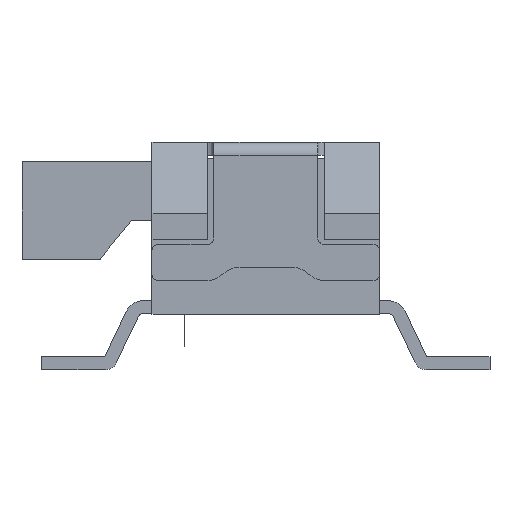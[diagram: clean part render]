
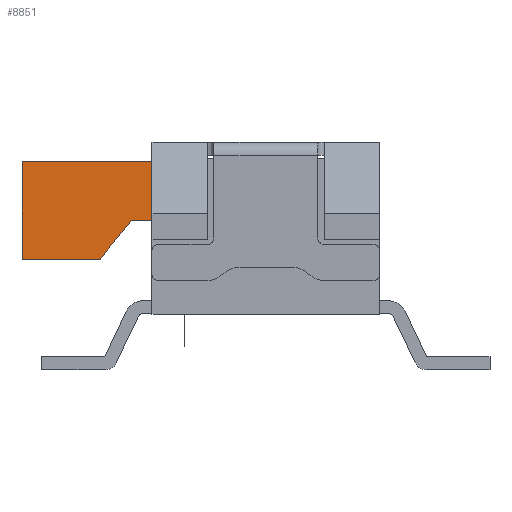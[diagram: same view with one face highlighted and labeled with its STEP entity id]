
A CAD part, front view. The second image highlights one B-rep face of the part: STEP entity #8851.
In plain terms, the highlighted planar face has unit normal (0, -1, 0).
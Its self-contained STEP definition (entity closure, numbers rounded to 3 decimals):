
#53 = ORIENTED_EDGE ( 'NONE', *, *, #9370, .T. ) ;
#349 = EDGE_CURVE ( 'NONE', #6388, #1454, #7671, .T. ) ;
#537 = EDGE_CURVE ( 'NONE', #983, #6388, #3037, .T. ) ;
#816 = DIRECTION ( 'NONE',  ( 0.629, 0., 0.777 ) ) ;
#983 = VERTEX_POINT ( 'NONE', #7578 ) ;
#1454 = VERTEX_POINT ( 'NONE', #1669 ) ;
#1566 = CARTESIAN_POINT ( 'NONE',  ( 3.876, -10.231, 4.81 ) ) ;
#1592 = VERTEX_POINT ( 'NONE', #7150 ) ;
#1660 = ORIENTED_EDGE ( 'NONE', *, *, #8180, .T. ) ;
#1669 = CARTESIAN_POINT ( 'NONE',  ( 2.39, -10.231, 4.81 ) ) ;
#1673 = DIRECTION ( 'NONE',  ( -1., 0., 0. ) ) ;
#1805 = LINE ( 'NONE', #5183, #5820 ) ;
#1890 = VECTOR ( 'NONE', #6718, 1000. ) ;
#2275 = CARTESIAN_POINT ( 'NONE',  ( 3.876, -10.231, 3.91 ) ) ;
#3037 = LINE ( 'NONE', #2275, #9217 ) ;
#3111 = EDGE_CURVE ( 'NONE', #7827, #9055, #1805, .T. ) ;
#3647 = EDGE_LOOP ( 'NONE', ( #1660, #53, #8177, #5417, #4996, #9414, #9794 ) ) ;
#3762 = CARTESIAN_POINT ( 'NONE',  ( 0.39, -10.231, 3.31 ) ) ;
#3991 = CARTESIAN_POINT ( 'NONE',  ( 2.39, -10.231, 4.81 ) ) ;
#4359 = CARTESIAN_POINT ( 'NONE',  ( 0.39, -10.231, 4.81 ) ) ;
#4586 = LINE ( 'NONE', #4693, #8660 ) ;
#4693 = CARTESIAN_POINT ( 'NONE',  ( 2.076, -10.231, 3.91 ) ) ;
#4996 = ORIENTED_EDGE ( 'NONE', *, *, #537, .T. ) ;
#5183 = CARTESIAN_POINT ( 'NONE',  ( 1.59, -10.231, 3.31 ) ) ;
#5304 = DIRECTION ( 'NONE',  ( 0., -1., 0. ) ) ;
#5417 = ORIENTED_EDGE ( 'NONE', *, *, #9054, .T. ) ;
#5451 = AXIS2_PLACEMENT_3D ( 'NONE', #6318, #5304, #7114 ) ;
#5820 = VECTOR ( 'NONE', #816, 1000. ) ;
#5861 = VECTOR ( 'NONE', #1673, 1000. ) ;
#6239 = VERTEX_POINT ( 'NONE', #3762 ) ;
#6308 = DIRECTION ( 'NONE',  ( 1., 0., 0. ) ) ;
#6318 = CARTESIAN_POINT ( 'NONE',  ( 4.14, -10.231, 1.96 ) ) ;
#6388 = VERTEX_POINT ( 'NONE', #9537 ) ;
#6718 = DIRECTION ( 'NONE',  ( -1., 0., 0. ) ) ;
#6977 = LINE ( 'NONE', #4359, #9004 ) ;
#7114 = DIRECTION ( 'NONE',  ( 0., 0., -1. ) ) ;
#7150 = CARTESIAN_POINT ( 'NONE',  ( 0.39, -10.231, 4.81 ) ) ;
#7159 = CARTESIAN_POINT ( 'NONE',  ( 0.39, -10.231, 3.31 ) ) ;
#7246 = VECTOR ( 'NONE', #6308, 1000. ) ;
#7270 = DIRECTION ( 'NONE',  ( 1., 0., 0. ) ) ;
#7433 = DIRECTION ( 'NONE',  ( 0., 0., 1. ) ) ;
#7578 = CARTESIAN_POINT ( 'NONE',  ( 3.876, -10.231, 3.91 ) ) ;
#7671 = LINE ( 'NONE', #1566, #5861 ) ;
#7827 = VERTEX_POINT ( 'NONE', #9504 ) ;
#8006 = FACE_OUTER_BOUND ( 'NONE', #3647, .T. ) ;
#8050 = CARTESIAN_POINT ( 'NONE',  ( 2.076, -10.231, 3.91 ) ) ;
#8115 = EDGE_CURVE ( 'NONE', #1454, #1592, #10869, .T. ) ;
#8177 = ORIENTED_EDGE ( 'NONE', *, *, #3111, .T. ) ;
#8180 = EDGE_CURVE ( 'NONE', #1592, #6239, #6977, .T. ) ;
#8660 = VECTOR ( 'NONE', #7270, 1000. ) ;
#8851 = ADVANCED_FACE ( 'NONE', ( #8006 ), #9551, .T. ) ;
#9004 = VECTOR ( 'NONE', #10354, 1000. ) ;
#9054 = EDGE_CURVE ( 'NONE', #9055, #983, #4586, .T. ) ;
#9055 = VERTEX_POINT ( 'NONE', #8050 ) ;
#9217 = VECTOR ( 'NONE', #7433, 1000. ) ;
#9370 = EDGE_CURVE ( 'NONE', #6239, #7827, #9653, .T. ) ;
#9414 = ORIENTED_EDGE ( 'NONE', *, *, #349, .T. ) ;
#9504 = CARTESIAN_POINT ( 'NONE',  ( 1.59, -10.231, 3.31 ) ) ;
#9537 = CARTESIAN_POINT ( 'NONE',  ( 3.876, -10.231, 4.81 ) ) ;
#9551 = PLANE ( 'NONE',  #5451 ) ;
#9653 = LINE ( 'NONE', #7159, #7246 ) ;
#9794 = ORIENTED_EDGE ( 'NONE', *, *, #8115, .T. ) ;
#10354 = DIRECTION ( 'NONE',  ( 0., 0., -1. ) ) ;
#10869 = LINE ( 'NONE', #3991, #1890 ) ;
